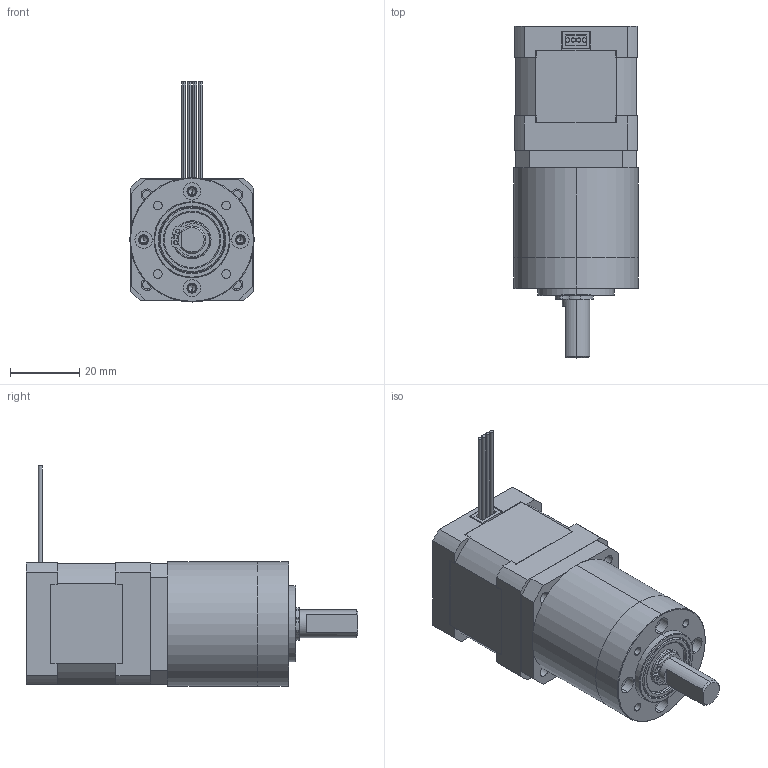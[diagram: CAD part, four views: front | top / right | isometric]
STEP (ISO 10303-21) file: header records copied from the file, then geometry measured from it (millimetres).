
FILE_DESCRIPTION (( 'STEP AP203' ), '1' );
FILE_NAME ('35H236-1004AG13.7.STEP', '2022-10-19T03:16:42', ( '' ), ( '' ), 'SwSTEP 2.0', 'SolidWorks 2020', '' );
FILE_SCHEMA (( 'CONFIG_CONTROL_DESIGN' ));
Length unit declared in the file: millimetre
Products named in the file (14): PLA36-004綴傷裔; PLA36-003ヶ傷裔; 媼撰熬厒掀; M3蹟隊; 粣8縐遠; 35H236-1004AG13.7; 35D16-B綴傷裔; PLA36-013齿圈2; 698ZZ 19x8x6; 盄旰; 35D16-Aヶ傷裔; PLA36-002怀堤粣; 粣; 隅赽
Assembly tree (17 placements, depth 3):
  35H236-1004AG13.7
    隅赽
    35D16-Aヶ傷裔
    35D16-B綴傷裔
    M3蹟隊  x4
    盄旰
    粣
    媼撰熬厒掀
      PLA36-003ヶ傷裔
      PLA36-002怀堤粣
      698ZZ 19x8x6  x2
      粣8縐遠
      PLA36-013齿圈2
      PLA36-004綴傷裔
Bounding box: 36 x 96 x 63.65 mm (x, y, z)
Volume: 76226 mm3; surface area: 36174.4 mm2
Topology: 20 solids, 20 shells, 816 faces, 2098 edges, 1348 vertices
Faces by surface type: cylinder 541, plane 154, cone 69, torus 32, bspline 20
Entity records: 24123 total; most frequent: DIRECTION 4379, CARTESIAN_POINT 3964, ORIENTED_EDGE 3686, EDGE_CURVE 1843, AXIS2_PLACEMENT_3D 1823, VERTEX_POINT 1200, CIRCLE 1100, EDGE_LOOP 817
